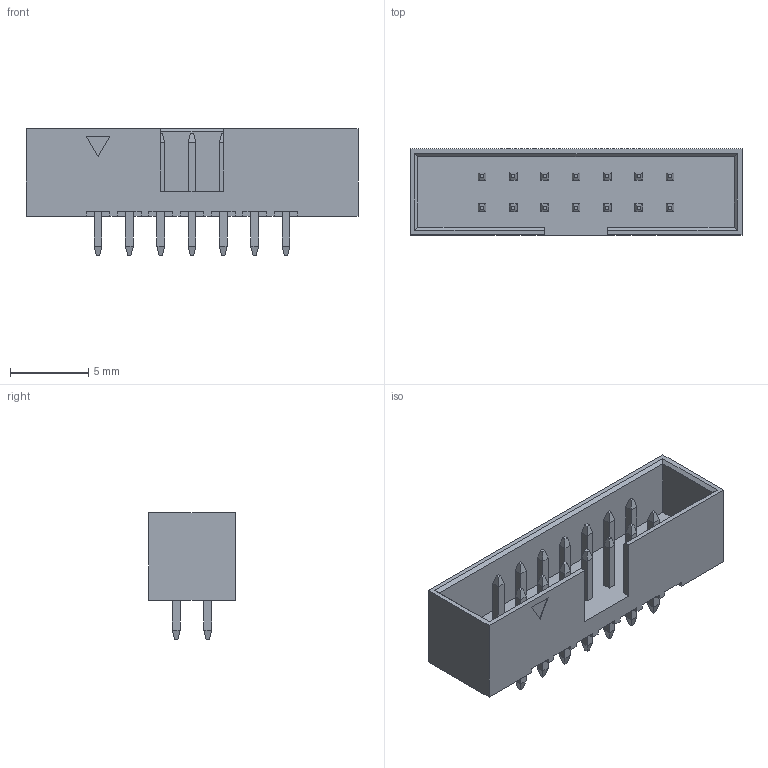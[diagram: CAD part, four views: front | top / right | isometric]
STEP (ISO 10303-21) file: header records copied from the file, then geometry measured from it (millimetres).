
FILE_DESCRIPTION(/* description */ ('Unknown'),/* implementation_level */ '2;1');
FILE_NAME(/* name */ '62501421621',/* time_stamp */ '2018-10-31T14:46:48+01:00',/* author */ ('Unknown'),/* organization */ ('Unknown'),/* preprocessor_version */ 'ST-DEVELOPER v16.7',/* originating_system */ 'DEX',/* authorisation */ $);
FILE_SCHEMA (('AUTOMOTIVE_DESIGN {1 0 10303 214 3 1 1}'));
Length unit declared in the file: millimetre
Products named in the file (3): 6250xx21621; 62501421621; 6250xx21621_PIN
Assembly tree (15 placements, depth 2):
  6250xx21621
    62501421621
    6250xx21621_PIN  x14
Bounding box: 21.2 x 5.5 x 8.1 mm (x, y, z)
Volume: 285.2 mm3; surface area: 956.7 mm2
Topology: 15 solids, 15 shells, 359 faces, 868 edges, 540 vertices
Faces by surface type: plane 359
Entity records: 5858 total; most frequent: CARTESIAN_POINT 1029, ORIENTED_EDGE 1008, DIRECTION 890, EDGE_CURVE 504, LINE 504, VECTOR 504, VERTEX_POINT 332, EDGE_LOOP 206
